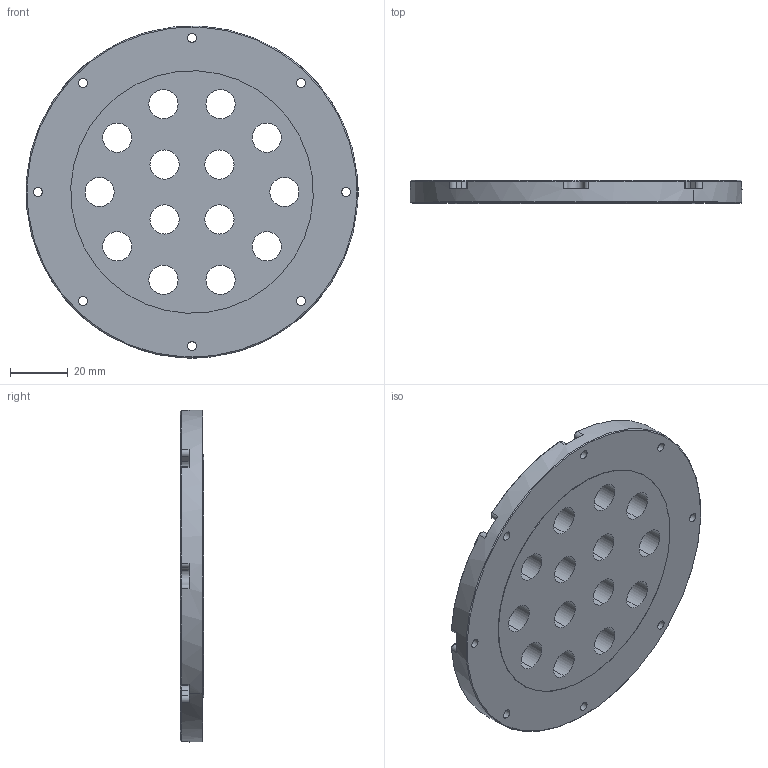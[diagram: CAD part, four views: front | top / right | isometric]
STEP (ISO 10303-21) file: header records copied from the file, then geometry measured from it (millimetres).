
FILE_DESCRIPTION (( 'STEP AP203' ), '1' );
FILE_NAME ('115組裔-14謂.STEP', '2023-09-21T02:35:47', ( '' ), ( '' ), 'SwSTEP 2.0', 'SolidWorks 2022', '' );
FILE_SCHEMA (( 'CONFIG_CONTROL_DESIGN' ));
Length unit declared in the file: millimetre
Products named in the file (1): 115組裔-14謂
Bounding box: 114.96 x 8 x 114.96 mm (x, y, z)
Volume: 71949.7 mm3; surface area: 25304 mm2
Topology: 1 solids, 1 shells, 165 faces, 434 edges, 272 vertices
Faces by surface type: cylinder 79, cone 43, plane 43
Entity records: 5301 total; most frequent: DIRECTION 990, CARTESIAN_POINT 872, ORIENTED_EDGE 868, EDGE_CURVE 434, AXIS2_PLACEMENT_3D 390, VERTEX_POINT 272, CIRCLE 224, EDGE_LOOP 210
